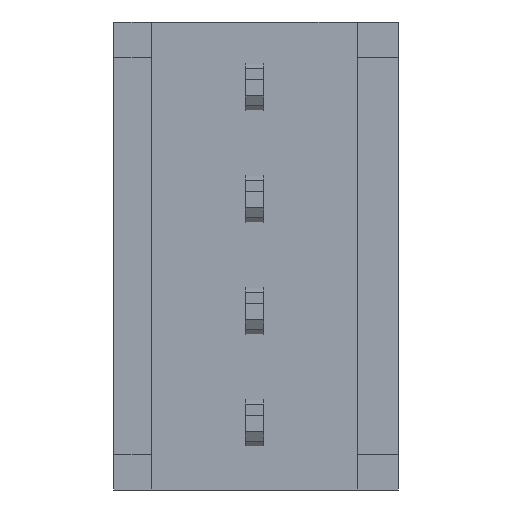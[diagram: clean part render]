
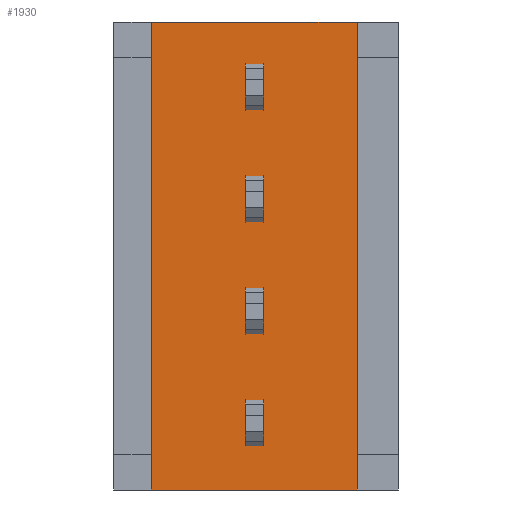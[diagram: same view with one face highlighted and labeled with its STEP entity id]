
A CAD part, left-side view. The second image highlights one B-rep face of the part: STEP entity #1930.
In plain terms, the highlighted planar face has unit normal (-1, 0, 0).
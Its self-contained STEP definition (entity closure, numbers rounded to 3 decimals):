
#87=FACE_OUTER_BOUND('',#202,.T.);
#202=EDGE_LOOP('',(#1487,#1488,#1489,#1490));
#386=LINE('',#2918,#629);
#403=LINE('',#2952,#646);
#404=LINE('',#2954,#647);
#405=LINE('',#2955,#648);
#629=VECTOR('',#2393,10.);
#646=VECTOR('',#2422,10.);
#647=VECTOR('',#2423,10.);
#648=VECTOR('',#2424,10.);
#855=VERTEX_POINT('',#2915);
#856=VERTEX_POINT('',#2917);
#867=VERTEX_POINT('',#2951);
#868=VERTEX_POINT('',#2953);
#1074=EDGE_CURVE('',#856,#855,#386,.T.);
#1091=EDGE_CURVE('',#856,#867,#403,.T.);
#1092=EDGE_CURVE('',#868,#855,#404,.T.);
#1093=EDGE_CURVE('',#867,#868,#405,.T.);
#1487=ORIENTED_EDGE('',*,*,#1091,.F.);
#1488=ORIENTED_EDGE('',*,*,#1074,.T.);
#1489=ORIENTED_EDGE('',*,*,#1092,.F.);
#1490=ORIENTED_EDGE('',*,*,#1093,.F.);
#1794=PLANE('',#2079);
#1930=ADVANCED_FACE('',(#87),#1794,.T.);
#2079=AXIS2_PLACEMENT_3D('',#2950,#2420,#2421);
#2393=DIRECTION('',(0.,0.,1.));
#2420=DIRECTION('center_axis',(-1.,0.,0.));
#2421=DIRECTION('ref_axis',(0.,-1.,0.));
#2422=DIRECTION('',(0.,1.,0.));
#2423=DIRECTION('',(0.,-1.,0.));
#2424=DIRECTION('',(0.,0.,1.));
#2915=CARTESIAN_POINT('',(-5.43,0.971,-5.072));
#2917=CARTESIAN_POINT('',(-5.43,0.971,-15.692));
#2918=CARTESIAN_POINT('',(-5.43,0.971,-15.692));
#2950=CARTESIAN_POINT('Origin',(-5.43,5.645,-15.692));
#2951=CARTESIAN_POINT('',(-5.43,5.645,-15.692));
#2952=CARTESIAN_POINT('',(-5.43,0.971,-15.692));
#2953=CARTESIAN_POINT('',(-5.43,5.645,-5.072));
#2954=CARTESIAN_POINT('',(-5.43,0.971,-5.072));
#2955=CARTESIAN_POINT('',(-5.43,5.645,-15.692));
